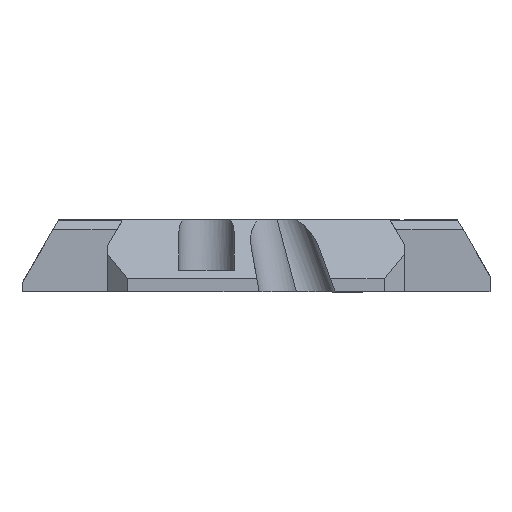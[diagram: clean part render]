
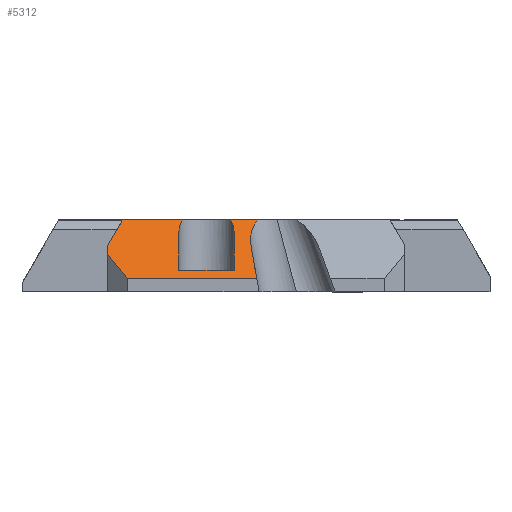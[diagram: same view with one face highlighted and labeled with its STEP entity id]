
A CAD part, front view. The second image highlights one B-rep face of the part: STEP entity #5312.
In plain terms, the highlighted planar face has unit normal (0, -0.766, 0.643).
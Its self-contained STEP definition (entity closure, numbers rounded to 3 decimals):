
#692 = VERTEX_POINT('',#693);
#693 = CARTESIAN_POINT('',(-14.341,-34.542,23.1));
#699 = EDGE_CURVE('',#692,#700,#702,.T.);
#700 = VERTEX_POINT('',#701);
#701 = CARTESIAN_POINT('',(-7.736,-34.542,23.1));
#702 = LINE('',#703,#704);
#703 = CARTESIAN_POINT('',(-16.,-34.542,23.1));
#704 = VECTOR('',#705,1.);
#705 = DIRECTION('',(1.,0.,0.));
#708 = VERTEX_POINT('',#709);
#709 = CARTESIAN_POINT('',(-2.264,-34.542,23.1));
#716 = EDGE_CURVE('',#708,#717,#719,.T.);
#717 = VERTEX_POINT('',#718);
#718 = CARTESIAN_POINT('',(0.735,-34.542,23.1));
#719 = LINE('',#720,#721);
#720 = CARTESIAN_POINT('',(-16.,-34.542,23.1));
#721 = VECTOR('',#722,1.);
#722 = DIRECTION('',(1.,0.,0.));
#4190 = VERTEX_POINT('',#4191);
#4191 = CARTESIAN_POINT('',(-16.,-37.758,19.268));
#4197 = EDGE_CURVE('',#4198,#4190,#4200,.T.);
#4198 = VERTEX_POINT('',#4199);
#4199 = CARTESIAN_POINT('',(-16.,-36.954,
    20.226));
#4200 = LINE('',#4201,#4202);
#4201 = CARTESIAN_POINT('',(-16.,-36.954,20.226));
#4202 = VECTOR('',#4203,1.);
#4203 = DIRECTION('',(0.,-0.643,-0.766));
#4227 = EDGE_CURVE('',#4228,#4230,#4232,.T.);
#4228 = VERTEX_POINT('',#4229);
#4229 = CARTESIAN_POINT('',(-1.915,-35.7,21.72));
#4230 = VERTEX_POINT('',#4231);
#4231 = CARTESIAN_POINT('',(-1.9,-35.7,21.72));
#4232 = LINE('',#4233,#4234);
#4233 = CARTESIAN_POINT('',(-8.1,-35.7,21.72));
#4234 = VECTOR('',#4235,1.);
#4235 = DIRECTION('',(1.,0.,0.));
#4260 = VERTEX_POINT('',#4261);
#4261 = CARTESIAN_POINT('',(-8.085,-35.7,21.72));
#4267 = EDGE_CURVE('',#4268,#4260,#4270,.T.);
#4268 = VERTEX_POINT('',#4269);
#4269 = CARTESIAN_POINT('',(-8.1,-35.7,21.72));
#4270 = LINE('',#4271,#4272);
#4271 = CARTESIAN_POINT('',(-8.1,-35.7,21.72));
#4272 = VECTOR('',#4273,1.);
#4273 = DIRECTION('',(1.,0.,0.));
#4299 = VERTEX_POINT('',#4300);
#4300 = CARTESIAN_POINT('',(-13.758,-40.,16.596));
#4306 = EDGE_CURVE('',#4190,#4299,#4307,.T.);
#4307 = LINE('',#4308,#4309);
#4308 = CARTESIAN_POINT('',(-16.,-37.758,19.268));
#4309 = VECTOR('',#4310,1.);
#4310 = DIRECTION('',(0.541,-0.541,-0.644));
#4321 = VERTEX_POINT('',#4322);
#4322 = CARTESIAN_POINT('',(0.583,-40.,16.596));
#4330 = EDGE_CURVE('',#4299,#4321,#4331,.T.);
#4331 = LINE('',#4332,#4333);
#4332 = CARTESIAN_POINT('',(-20.8,-40.,16.596));
#4333 = VECTOR('',#4334,1.);
#4334 = DIRECTION('',(1.,0.,0.));
#4354 = VERTEX_POINT('',#4355);
#4355 = CARTESIAN_POINT('',(-1.9,-39.241,17.5));
#4361 = EDGE_CURVE('',#4230,#4354,#4362,.T.);
#4362 = LINE('',#4363,#4364);
#4363 = CARTESIAN_POINT('',(-1.9,-40.5,16.));
#4364 = VECTOR('',#4365,1.);
#4365 = DIRECTION('',(0.,-0.643,-0.766));
#4379 = VERTEX_POINT('',#4380);
#4380 = CARTESIAN_POINT('',(-8.1,-39.241,17.5));
#4386 = EDGE_CURVE('',#4354,#4379,#4387,.T.);
#4387 = LINE('',#4388,#4389);
#4388 = CARTESIAN_POINT('',(-20.8,-39.241,17.5));
#4389 = VECTOR('',#4390,1.);
#4390 = DIRECTION('',(-1.,-0.,-0.));
#4404 = EDGE_CURVE('',#4379,#4268,#4405,.T.);
#4405 = LINE('',#4406,#4407);
#4406 = CARTESIAN_POINT('',(-8.1,-40.5,16.));
#4407 = VECTOR('',#4408,1.);
#4408 = DIRECTION('',(0.,0.643,0.766));
#4418 = EDGE_CURVE('',#4321,#4419,#4421,.T.);
#4419 = VERTEX_POINT('',#4420);
#4420 = CARTESIAN_POINT('',(-0.048,-37.,20.171));
#4421 = LINE('',#4422,#4423);
#4422 = CARTESIAN_POINT('',(0.583,-40.,16.596));
#4423 = VECTOR('',#4424,1.);
#4424 = DIRECTION('',(-0.134,0.637,0.759));
#5265 = EDGE_CURVE('',#692,#4198,#5266,.T.);
#5266 = LINE('',#5267,#5268);
#5267 = CARTESIAN_POINT('',(-14.341,-34.542,
    23.1));
#5268 = VECTOR('',#5269,1.);
#5269 = DIRECTION('',(-0.404,-0.588,-0.701));
#5287 = EDGE_CURVE('',#708,#4228,#5288,.T.);
#5288 = ( BOUNDED_CURVE() B_SPLINE_CURVE(3,(#5289,#5290,#5291,#5292),
.UNSPECIFIED.,.F.,.F.) B_SPLINE_CURVE_WITH_KNOTS((4,4),(1.081,
1.474),.PIECEWISE_BEZIER_KNOTS.) CURVE() 
GEOMETRIC_REPRESENTATION_ITEM() RATIONAL_B_SPLINE_CURVE((1.,
0.987,0.987,1.)) REPRESENTATION_ITEM('') );
#5289 = CARTESIAN_POINT('',(-2.264,-34.542,23.1));
#5290 = CARTESIAN_POINT('',(-2.072,-34.903,
    22.671));
#5291 = CARTESIAN_POINT('',(-1.954,-35.294,
    22.205));
#5292 = CARTESIAN_POINT('',(-1.915,-35.7,21.72));
#5301 = EDGE_CURVE('',#4260,#700,#5302,.T.);
#5302 = ( BOUNDED_CURVE() B_SPLINE_CURVE(3,(#5303,#5304,#5305,#5306),
.UNSPECIFIED.,.F.,.F.) B_SPLINE_CURVE_WITH_KNOTS((4,4),(4.809,
5.202),.PIECEWISE_BEZIER_KNOTS.) CURVE() 
GEOMETRIC_REPRESENTATION_ITEM() RATIONAL_B_SPLINE_CURVE((1.,
0.987,0.987,1.)) REPRESENTATION_ITEM('') );
#5303 = CARTESIAN_POINT('',(-8.085,-35.7,21.72));
#5304 = CARTESIAN_POINT('',(-8.046,-35.294,
    22.205));
#5305 = CARTESIAN_POINT('',(-7.928,-34.903,
    22.671));
#5306 = CARTESIAN_POINT('',(-7.736,-34.542,23.1));
#5312 = ADVANCED_FACE('',(#5313),#5336,.T.);
#5313 = FACE_BOUND('',#5314,.T.);
#5314 = EDGE_LOOP('',(#5315,#5316,#5317,#5318,#5319,#5320,#5321,#5322,
    #5323,#5330,#5331,#5332,#5333,#5334,#5335));
#5315 = ORIENTED_EDGE('',*,*,#4267,.T.);
#5316 = ORIENTED_EDGE('',*,*,#5301,.T.);
#5317 = ORIENTED_EDGE('',*,*,#699,.F.);
#5318 = ORIENTED_EDGE('',*,*,#5265,.T.);
#5319 = ORIENTED_EDGE('',*,*,#4197,.T.);
#5320 = ORIENTED_EDGE('',*,*,#4306,.T.);
#5321 = ORIENTED_EDGE('',*,*,#4330,.T.);
#5322 = ORIENTED_EDGE('',*,*,#4418,.T.);
#5323 = ORIENTED_EDGE('',*,*,#5324,.T.);
#5324 = EDGE_CURVE('',#4419,#717,#5325,.T.);
#5325 = ( BOUNDED_CURVE() B_SPLINE_CURVE(3,(#5326,#5327,#5328,#5329),
.UNSPECIFIED.,.F.,.F.) B_SPLINE_CURVE_WITH_KNOTS((4,4),(4.857,
5.817),.PIECEWISE_BEZIER_KNOTS.) CURVE() 
GEOMETRIC_REPRESENTATION_ITEM() RATIONAL_B_SPLINE_CURVE((1.,
0.925,0.925,1.)) REPRESENTATION_ITEM('') );
#5326 = CARTESIAN_POINT('',(-0.048,-37.,20.171));
#5327 = CARTESIAN_POINT('',(-0.258,-36.001,
    21.361));
#5328 = CARTESIAN_POINT('',(0.025,-35.115,
    22.417));
#5329 = CARTESIAN_POINT('',(0.735,-34.542,23.1));
#5330 = ORIENTED_EDGE('',*,*,#716,.F.);
#5331 = ORIENTED_EDGE('',*,*,#5287,.T.);
#5332 = ORIENTED_EDGE('',*,*,#4227,.T.);
#5333 = ORIENTED_EDGE('',*,*,#4361,.T.);
#5334 = ORIENTED_EDGE('',*,*,#4386,.T.);
#5335 = ORIENTED_EDGE('',*,*,#4404,.T.);
#5336 = PLANE('',#5337);
#5337 = AXIS2_PLACEMENT_3D('',#5338,#5339,#5340);
#5338 = CARTESIAN_POINT('',(-20.8,-40.5,16.));
#5339 = DIRECTION('',(0.,-0.766,0.643));
#5340 = DIRECTION('',(0.,-0.643,-0.766));
